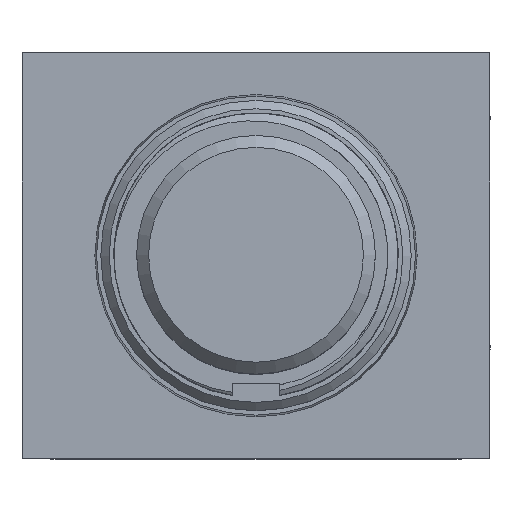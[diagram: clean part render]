
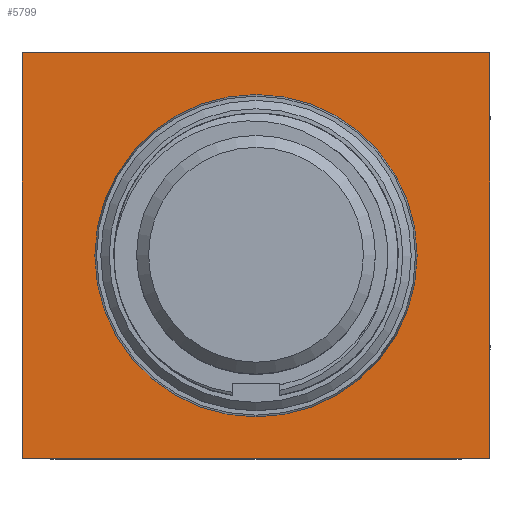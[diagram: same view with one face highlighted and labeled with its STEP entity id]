
A CAD part, top view. The second image highlights one B-rep face of the part: STEP entity #5799.
In plain terms, the highlighted planar face has unit normal (0, 0, 1).
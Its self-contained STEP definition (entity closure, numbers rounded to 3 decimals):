
#3155 = VERTEX_POINT('',#3156);
#3156 = CARTESIAN_POINT('',(9.8,-8.5,16.));
#3162 = EDGE_CURVE('',#3163,#3155,#3165,.T.);
#3163 = VERTEX_POINT('',#3164);
#3164 = CARTESIAN_POINT('',(-9.8,-8.5,16.));
#3165 = LINE('',#3166,#3167);
#3166 = CARTESIAN_POINT('',(9.8,-8.5,16.));
#3167 = VECTOR('',#3168,1.);
#3168 = DIRECTION('',(1.,0.,0.));
#3592 = VERTEX_POINT('',#3593);
#3593 = CARTESIAN_POINT('',(-9.8,8.5,16.));
#3599 = EDGE_CURVE('',#3600,#3592,#3602,.T.);
#3600 = VERTEX_POINT('',#3601);
#3601 = CARTESIAN_POINT('',(9.8,8.5,16.));
#3602 = LINE('',#3603,#3604);
#3603 = CARTESIAN_POINT('',(-9.8,8.5,16.));
#3604 = VECTOR('',#3605,1.);
#3605 = DIRECTION('',(-1.,0.,0.));
#5780 = EDGE_CURVE('',#3155,#3600,#5781,.T.);
#5781 = LINE('',#5782,#5783);
#5782 = CARTESIAN_POINT('',(9.8,8.5,16.));
#5783 = VECTOR('',#5784,1.);
#5784 = DIRECTION('',(0.,1.,0.));
#5799 = ADVANCED_FACE('',(#5800,#5811),#5822,.T.);
#5800 = FACE_BOUND('',#5801,.T.);
#5801 = EDGE_LOOP('',(#5802,#5803,#5804,#5810));
#5802 = ORIENTED_EDGE('',*,*,#5780,.T.);
#5803 = ORIENTED_EDGE('',*,*,#3599,.T.);
#5804 = ORIENTED_EDGE('',*,*,#5805,.T.);
#5805 = EDGE_CURVE('',#3592,#3163,#5806,.T.);
#5806 = LINE('',#5807,#5808);
#5807 = CARTESIAN_POINT('',(-9.8,-8.5,16.));
#5808 = VECTOR('',#5809,1.);
#5809 = DIRECTION('',(0.,-1.,0.));
#5810 = ORIENTED_EDGE('',*,*,#3162,.T.);
#5811 = FACE_BOUND('',#5812,.T.);
#5812 = EDGE_LOOP('',(#5813));
#5813 = ORIENTED_EDGE('',*,*,#5814,.T.);
#5814 = EDGE_CURVE('',#5815,#5815,#5817,.T.);
#5815 = VERTEX_POINT('',#5816);
#5816 = CARTESIAN_POINT('',(6.75,0.,16.));
#5817 = CIRCLE('',#5818,6.75);
#5818 = AXIS2_PLACEMENT_3D('',#5819,#5820,#5821);
#5819 = CARTESIAN_POINT('',(0.,0.,16.));
#5820 = DIRECTION('',(0.,0.,-1.));
#5821 = DIRECTION('',(-1.,0.,0.));
#5822 = PLANE('',#5823);
#5823 = AXIS2_PLACEMENT_3D('',#5824,#5825,#5826);
#5824 = CARTESIAN_POINT('',(0.,0.,16.));
#5825 = DIRECTION('',(0.,0.,1.));
#5826 = DIRECTION('',(1.,0.,0.));
